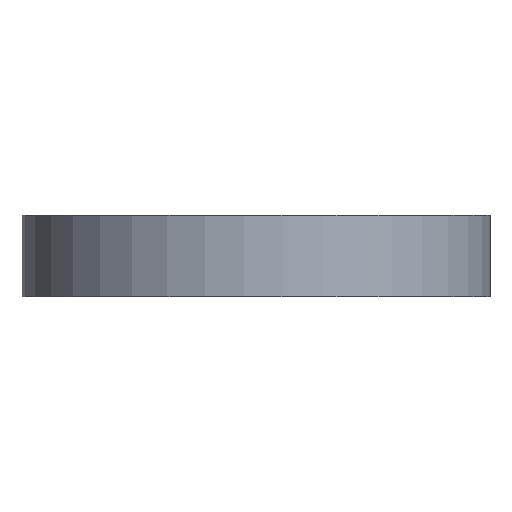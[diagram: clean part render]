
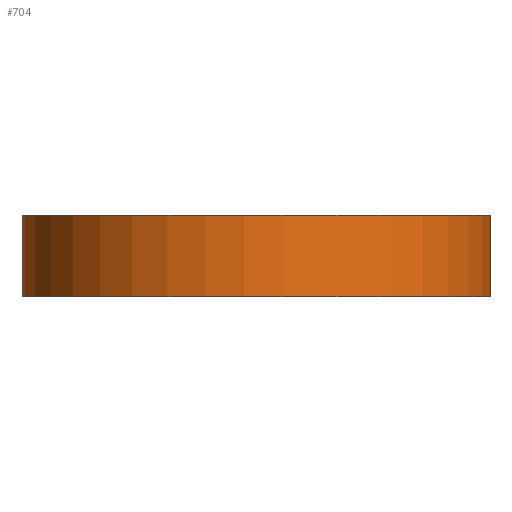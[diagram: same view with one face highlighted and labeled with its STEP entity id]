
A CAD part, front view. The second image highlights one B-rep face of the part: STEP entity #704.
In plain terms, the highlighted cylindrical face has radius 23 mm (diameter 46 mm), a partial arc.
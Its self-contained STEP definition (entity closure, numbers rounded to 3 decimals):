
#1 = CARTESIAN_POINT ( 'NONE',  ( 11., 20.199, 0. ) ) ;
#212 = DIRECTION ( 'NONE',  ( 0., 0., -1. ) ) ;
#227 = ORIENTED_EDGE ( 'NONE', *, *, #235, .F. ) ;
#232 = CARTESIAN_POINT ( 'NONE',  ( 11., 20.199, 8. ) ) ;
#235 = EDGE_CURVE ( 'NONE', #1286, #820, #1823, .T. ) ;
#274 = DIRECTION ( 'NONE',  ( 0., 0., 1. ) ) ;
#524 = DIRECTION ( 'NONE',  ( -1., 0., 0. ) ) ;
#613 = VERTEX_POINT ( 'NONE', #809 ) ;
#704 = ADVANCED_FACE ( 'NONE', ( #1285 ), #843, .T. ) ;
#735 = EDGE_CURVE ( 'NONE', #613, #820, #1185, .T. ) ;
#746 = EDGE_CURVE ( 'NONE', #956, #613, #936, .T. ) ;
#809 = CARTESIAN_POINT ( 'NONE',  ( -23., 0., 0. ) ) ;
#820 = VERTEX_POINT ( 'NONE', #1 ) ;
#835 = DIRECTION ( 'NONE',  ( 0., 0., 1. ) ) ;
#843 = CYLINDRICAL_SURFACE ( 'NONE', #1756, 23. ) ;
#936 = LINE ( 'NONE', #966, #1105 ) ;
#956 = VERTEX_POINT ( 'NONE', #1351 ) ;
#966 = CARTESIAN_POINT ( 'NONE',  ( -23., 0., 8. ) ) ;
#985 = DIRECTION ( 'NONE',  ( 0., 0., -1. ) ) ;
#993 = DIRECTION ( 'NONE',  ( 0., 0., -1. ) ) ;
#1028 = CARTESIAN_POINT ( 'NONE',  ( 11., 20.199, 8. ) ) ;
#1055 = AXIS2_PLACEMENT_3D ( 'NONE', #1714, #274, #1411 ) ;
#1096 = CIRCLE ( 'NONE', #1055, 23. ) ;
#1105 = VECTOR ( 'NONE', #993, 1000. ) ;
#1131 = CARTESIAN_POINT ( 'NONE',  ( 0., 0., 8. ) ) ;
#1172 = ORIENTED_EDGE ( 'NONE', *, *, #735, .T. ) ;
#1185 = CIRCLE ( 'NONE', #1209, 23. ) ;
#1209 = AXIS2_PLACEMENT_3D ( 'NONE', #1841, #835, #1426 ) ;
#1219 = EDGE_CURVE ( 'NONE', #956, #1286, #1096, .T. ) ;
#1285 = FACE_OUTER_BOUND ( 'NONE', #1746, .T. ) ;
#1286 = VERTEX_POINT ( 'NONE', #1028 ) ;
#1316 = ORIENTED_EDGE ( 'NONE', *, *, #1219, .F. ) ;
#1351 = CARTESIAN_POINT ( 'NONE',  ( -23., 0., 8. ) ) ;
#1411 = DIRECTION ( 'NONE',  ( 1., 0., 0. ) ) ;
#1426 = DIRECTION ( 'NONE',  ( 1., 0., 0. ) ) ;
#1553 = ORIENTED_EDGE ( 'NONE', *, *, #746, .T. ) ;
#1683 = VECTOR ( 'NONE', #212, 1000. ) ;
#1714 = CARTESIAN_POINT ( 'NONE',  ( 0., 0., 8. ) ) ;
#1746 = EDGE_LOOP ( 'NONE', ( #1172, #227, #1316, #1553 ) ) ;
#1756 = AXIS2_PLACEMENT_3D ( 'NONE', #1131, #985, #524 ) ;
#1823 = LINE ( 'NONE', #232, #1683 ) ;
#1841 = CARTESIAN_POINT ( 'NONE',  ( 0., 0., 0. ) ) ;
